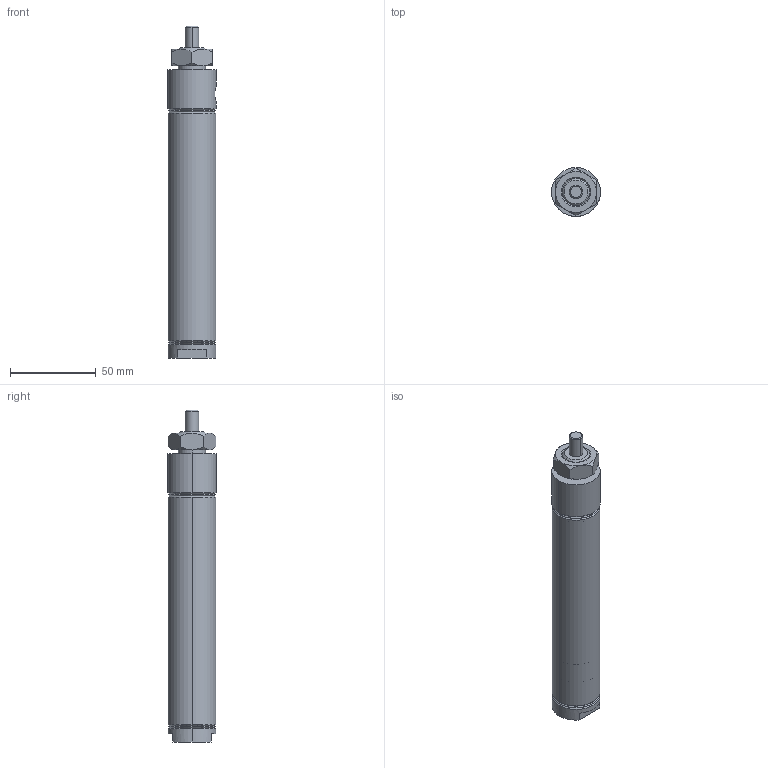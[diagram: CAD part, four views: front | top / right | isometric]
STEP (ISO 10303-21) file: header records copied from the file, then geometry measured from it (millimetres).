
FILE_DESCRIPTION (( 'STEP AP214' ), '1' );
FILE_NAME ('A17040DN.step', '2017-04-04T20:34:57', ( '' ), ( '' ), 'SwSTEP 2.0', 'SolidWorks 2017', '' );
FILE_SCHEMA (( 'AUTOMOTIVE_DESIGN' ));
Length unit declared in the file: inch
Products named in the file (4): A17040DN_Mounting Nut_D-9; A17040DN-Rod; A17040DN-MainBody; A17040DN
Assembly tree (3 placements, depth 2):
  A17040DN
    A17040DN-MainBody
    A17040DN-Rod
    A17040DN_Mounting Nut_D-9
Bounding box: 28.45 x 28.45 x 193.55 mm (x, y, z)
Volume: 53756.9 mm3; surface area: 37166.7 mm2
Topology: 3 solids, 3 shells, 94 faces, 201 edges, 116 vertices
Faces by surface type: cone 44, cylinder 26, plane 24
Entity records: 3023 total; most frequent: CARTESIAN_POINT 829, DIRECTION 459, ORIENTED_EDGE 394, EDGE_CURVE 197, AXIS2_PLACEMENT_3D 192, VERTEX_POINT 116, EDGE_LOOP 105, FACE_OUTER_BOUND 94
